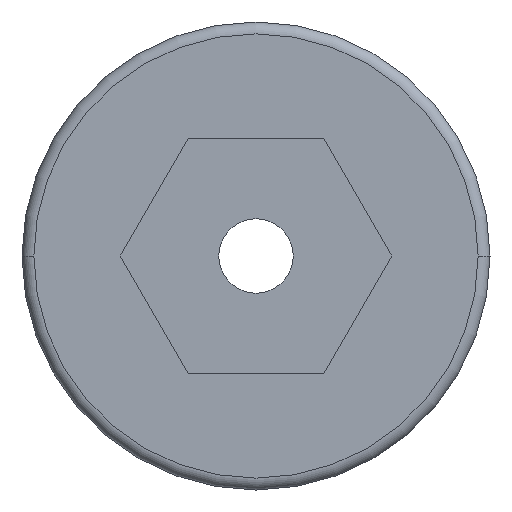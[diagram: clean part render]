
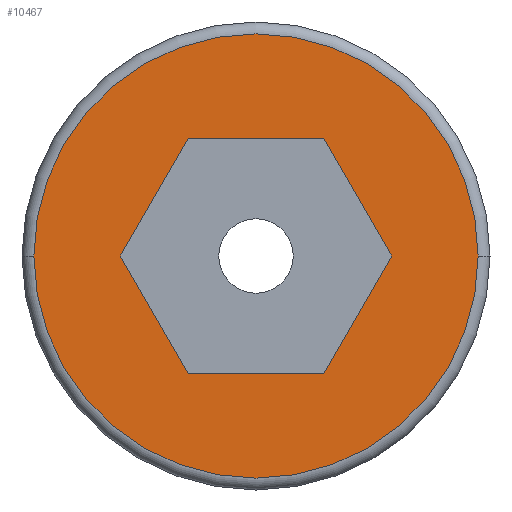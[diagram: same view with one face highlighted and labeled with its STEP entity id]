
A CAD part, left-side view. The second image highlights one B-rep face of the part: STEP entity #10467.
In plain terms, the highlighted planar face has unit normal (-1, 0, 0).
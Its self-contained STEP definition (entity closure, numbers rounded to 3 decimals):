
#4944=DIRECTION('',(0.,-0.5,0.866));
#4945=VECTOR('',#4944,2.898);
#4946=CARTESIAN_POINT('',(-5.85,2.898,0.));
#4947=LINE('',#4946,#4945);
#4948=DIRECTION('',(0.,0.5,0.866));
#4949=VECTOR('',#4948,2.898);
#4950=CARTESIAN_POINT('',(-5.85,1.449,-2.51));
#4951=LINE('',#4950,#4949);
#4952=DIRECTION('',(0.,1.,0.));
#4953=VECTOR('',#4952,2.898);
#4954=CARTESIAN_POINT('',(-5.85,-1.449,-2.51));
#4955=LINE('',#4954,#4953);
#4956=DIRECTION('',(0.,0.5,-0.866));
#4957=VECTOR('',#4956,2.898);
#4958=CARTESIAN_POINT('',(-5.85,-2.898,0.));
#4959=LINE('',#4958,#4957);
#4960=DIRECTION('',(0.,-0.5,-0.866));
#4961=VECTOR('',#4960,2.898);
#4962=CARTESIAN_POINT('',(-5.85,-1.449,2.51));
#4963=LINE('',#4962,#4961);
#4964=DIRECTION('',(0.,-1.,0.));
#4965=VECTOR('',#4964,2.898);
#4966=CARTESIAN_POINT('',(-5.85,1.449,2.51));
#4967=LINE('',#4966,#4965);
#4968=CARTESIAN_POINT('',(-5.85,0.,0.));
#4969=DIRECTION('',(-1.,0.,0.));
#4970=DIRECTION('',(0.,1.,0.));
#4971=AXIS2_PLACEMENT_3D('',#4968,#4969,#4970);
#4973=CARTESIAN_POINT('',(-5.85,0.,0.));
#4974=DIRECTION('',(-1.,0.,0.));
#4975=DIRECTION('',(0.,-1.,0.));
#4976=AXIS2_PLACEMENT_3D('',#4973,#4974,#4975);
#5307=CARTESIAN_POINT('',(-5.85,2.898,0.));
#5308=CARTESIAN_POINT('',(-5.85,1.449,2.51));
#5309=VERTEX_POINT('',#5307);
#5310=VERTEX_POINT('',#5308);
#5311=CARTESIAN_POINT('',(-5.85,-1.449,2.51));
#5312=VERTEX_POINT('',#5311);
#5313=CARTESIAN_POINT('',(-5.85,-2.898,0.));
#5314=VERTEX_POINT('',#5313);
#5315=CARTESIAN_POINT('',(-5.85,-1.449,-2.51));
#5316=VERTEX_POINT('',#5315);
#5317=CARTESIAN_POINT('',(-5.85,1.449,-2.51));
#5318=VERTEX_POINT('',#5317);
#5319=CARTESIAN_POINT('',(-5.85,4.746,0.));
#5320=CARTESIAN_POINT('',(-5.85,-4.746,0.));
#5321=VERTEX_POINT('',#5319);
#5322=VERTEX_POINT('',#5320);
#10443=CARTESIAN_POINT('',(-5.85,0.,0.));
#10444=DIRECTION('',(1.,0.,0.));
#10445=DIRECTION('',(0.,-1.,0.));
#10446=AXIS2_PLACEMENT_3D('',#10443,#10444,#10445);
#10447=PLANE('',#10446);
#10449=ORIENTED_EDGE('',*,*,#10448,.F.);
#10450=ORIENTED_EDGE('',*,*,#10433,.F.);
#10451=EDGE_LOOP('',(#10449,#10450));
#10452=FACE_OUTER_BOUND('',#10451,.F.);
#10454=ORIENTED_EDGE('',*,*,#10453,.F.);
#10456=ORIENTED_EDGE('',*,*,#10455,.F.);
#10458=ORIENTED_EDGE('',*,*,#10457,.F.);
#10460=ORIENTED_EDGE('',*,*,#10459,.F.);
#10462=ORIENTED_EDGE('',*,*,#10461,.F.);
#10464=ORIENTED_EDGE('',*,*,#10463,.F.);
#10465=EDGE_LOOP('',(#10454,#10456,#10458,#10460,#10462,#10464));
#10466=FACE_BOUND('',#10465,.F.);
#4972=CIRCLE('',#4971,4.746);
#4977=CIRCLE('',#4976,4.746);
#10433=EDGE_CURVE('',#5322,#5321,#4977,.T.);
#10448=EDGE_CURVE('',#5321,#5322,#4972,.T.);
#10453=EDGE_CURVE('',#5309,#5310,#4947,.T.);
#10455=EDGE_CURVE('',#5318,#5309,#4951,.T.);
#10457=EDGE_CURVE('',#5316,#5318,#4955,.T.);
#10459=EDGE_CURVE('',#5314,#5316,#4959,.T.);
#10461=EDGE_CURVE('',#5312,#5314,#4963,.T.);
#10463=EDGE_CURVE('',#5310,#5312,#4967,.T.);
#10467=ADVANCED_FACE('',(#10452,#10466),#10447,.F.);
